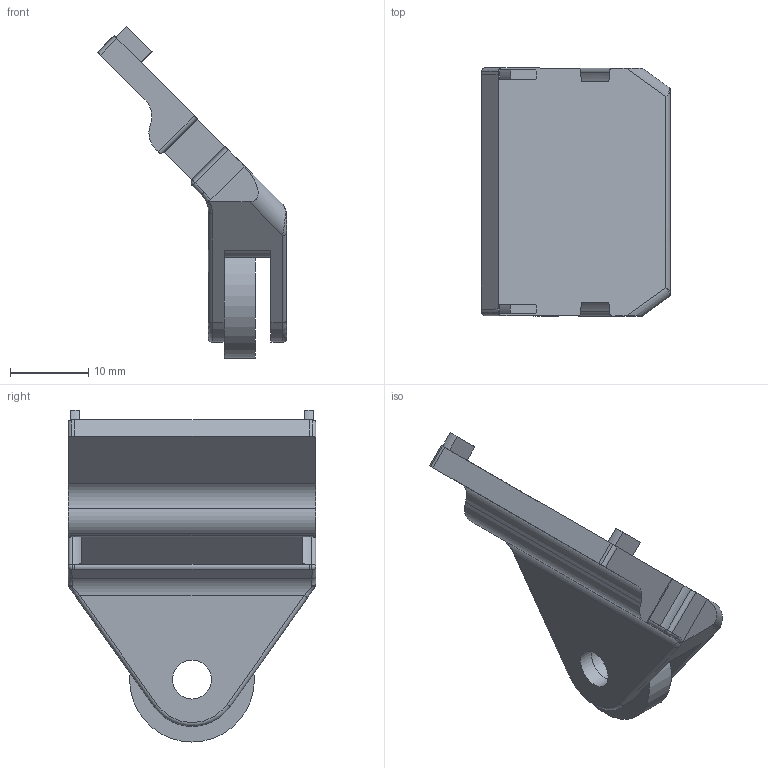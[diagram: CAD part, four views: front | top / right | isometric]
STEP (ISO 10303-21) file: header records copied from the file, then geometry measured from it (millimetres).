
FILE_DESCRIPTION(/* description */ (''),/* implementation_level */ '2;1');
FILE_NAME(/* name */ 'Cole''s Documents/Products/MaP/MaP-Website/plans/files/MaP-Segment-Roller v19.step',/* time_stamp */ '2017-06-01T10:42:31-07:00',/* author */ (''),/* organization */ (''),/* preprocessor_version */ 'ST-DEVELOPER v16.13',/* originating_system */ 'Autodesk Translation Framework v6.1.1.50',/* authorisation */ '');
FILE_SCHEMA (('AUTOMOTIVE_DESIGN { 1 0 10303 214 3 1 1 }'));
Length unit declared in the file: millimetre
Products named in the file (2): MaP-Segment-Roller v19; Roller
Assembly tree (1 placements, depth 2):
  MaP-Segment-Roller v19
    Roller
Bounding box: 24.21 x 31.75 x 42.52 mm (x, y, z)
Volume: 6832.4 mm3; surface area: 4293.1 mm2
Topology: 2 solids, 2 shells, 85 faces, 217 edges, 136 vertices
Faces by surface type: cylinder 39, plane 28, bspline 10, torus 6, sphere 2
Full cylindrical faces by diameter (mm): 5 x3, 16 x1
Entity records: 2886 total; most frequent: CARTESIAN_POINT 729, DIRECTION 473, ORIENTED_EDGE 422, EDGE_CURVE 211, AXIS2_PLACEMENT_3D 188, VERTEX_POINT 136, EDGE_LOOP 97, LINE 97
